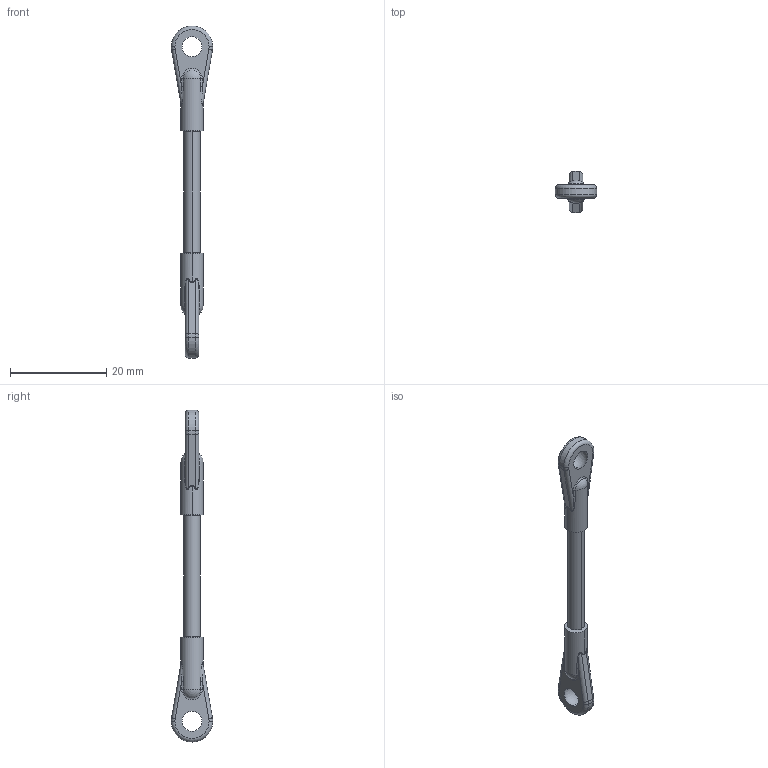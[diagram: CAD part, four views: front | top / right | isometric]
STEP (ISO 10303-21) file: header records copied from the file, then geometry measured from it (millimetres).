
FILE_DESCRIPTION (( 'STEP AP203' ), '1' );
FILE_NAME ('dogbone.STEP', '2019-08-21T18:49:38', ( '' ), ( '' ), 'SwSTEP 2.0', 'SolidWorks 2018', '' );
FILE_SCHEMA (( 'CONFIG_CONTROL_DESIGN' ));
Length unit declared in the file: millimetre
Products named in the file (3): rod_end_2; pushrod; dogbone
Assembly tree (3 placements, depth 2):
  dogbone
    pushrod
    rod_end_2  x2
Bounding box: 8.6 x 8.6 x 69.1 mm (x, y, z)
Volume: 1058.4 mm3; surface area: 1474.1 mm2
Topology: 3 solids, 3 shells, 90 faces, 226 edges, 134 vertices
Faces by surface type: cylinder 36, torus 16, plane 14, bspline 12, sphere 8, cone 4
Entity records: 2145 total; most frequent: CARTESIAN_POINT 709, DIRECTION 260, ORIENTED_EDGE 220, AXIS2_PLACEMENT_3D 114, EDGE_CURVE 110, VERTEX_POINT 67, CIRCLE 64, EDGE_LOOP 55
